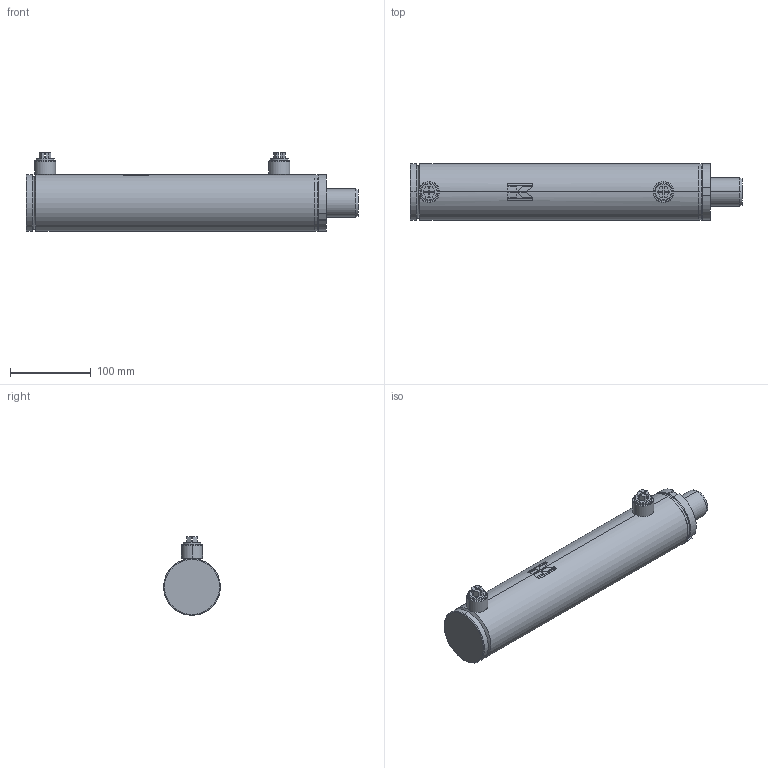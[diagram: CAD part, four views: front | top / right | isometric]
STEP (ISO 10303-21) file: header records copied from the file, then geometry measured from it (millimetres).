
FILE_DESCRIPTION (( 'STEP AP214' ), '1' );
FILE_NAME ('D3560250C.STEP', '2018-03-16T09:28:09', ( '' ), ( '' ), 'SwSTEP 2.0', 'SolidWorks 2017', '' );
FILE_SCHEMA (( 'AUTOMOTIVE_DESIGN' ));
Length unit declared in the file: millimetre
Products named in the file (18): D3560250C-Rod_Simplified; ATT-NONE; DS2906015; LSN06E; SP06M; DS2906004VM_Simplified; DC3906001; MATE-AID; DS2906013035_Simplified; D3560250C-Rod-WA_Simplified; D3560250C-Tube_Simplified; D3560250C-Tube-MA_Simplified; D3560250C; DS2906013035VM_Simplified; D3560250C-Tube-WA_Simplified; DS2906004_Simplified
Assembly tree (16 placements, depth 5):
  ATT-NONE
  MATE-AID
  D3560250C
    D3560250C-Tube-WA_Simplified
      D3560250C-Tube-MA_Simplified
        D3560250C-Tube_Simplified
        LSN06E
          LSN06E
          SP06M
      LSN06E
        LSN06E
        SP06M
      DC3906001
        DC3906001
    D3560250C-Rod-WA_Simplified
      D3560250C-Rod_Simplified
    DS2906013035VM_Simplified
      DS2906013035_Simplified
    DS2906004VM_Simplified
      DS2906004_Simplified
    DS2906015
Bounding box: 410 x 70 x 97 mm (x, y, z)
Volume: 1000905 mm3; surface area: 249051 mm2
Topology: 10 solids, 10 shells, 314 faces, 696 edges, 440 vertices
Faces by surface type: plane 131, cylinder 101, cone 54, torus 24, bspline 4
Entity records: 8084 total; most frequent: DIRECTION 1238, CARTESIAN_POINT 1148, ORIENTED_EDGE 1008, EDGE_CURVE 504, AXIS2_PLACEMENT_3D 496, VERTEX_POINT 318, EDGE_LOOP 270, LINE 246
